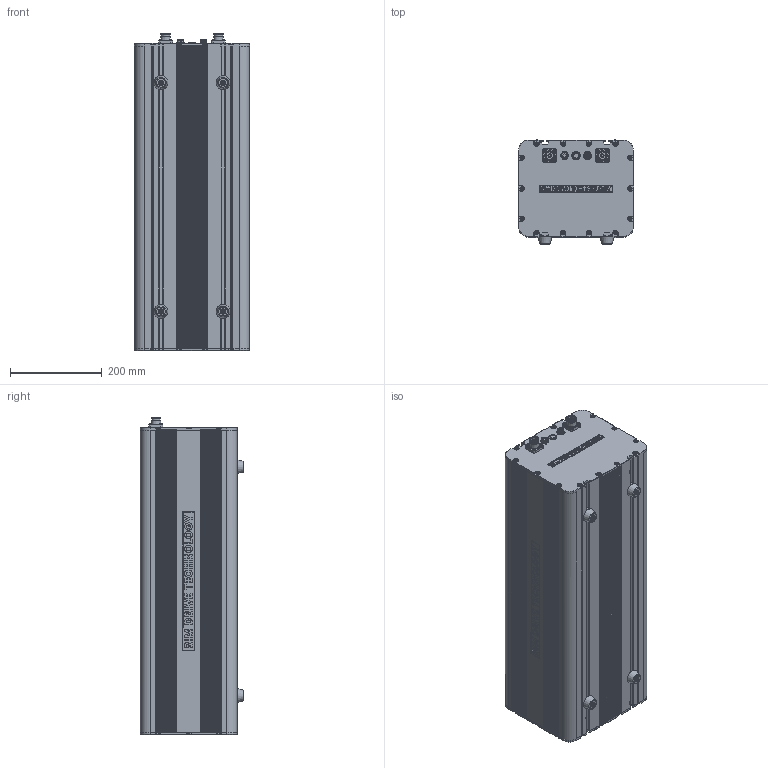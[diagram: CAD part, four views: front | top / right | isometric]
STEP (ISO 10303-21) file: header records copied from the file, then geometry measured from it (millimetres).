
FILE_DESCRIPTION (( 'STEP AP214' ), '1' );
FILE_NAME ('P-108-201-rev-A-48V 6800Wh.STEP', '2025-11-05T10:11:42', ( '' ), ( '' ), 'SwSTEP 2.0', 'SolidWorks 2024', '' );
FILE_SCHEMA (( 'AUTOMOTIVE_DESIGN' ));
Length unit declared in the file: millimetre
Products named in the file (1): P-108-201-rev-A-48V 6800Wh
Bounding box: 252.36 x 227.1 x 694.6 mm (x, y, z)
Volume: 34972250.4 mm3; surface area: 884261.3 mm2
Topology: 1 solids, 1 shells, 4104 faces, 10802 edges, 6909 vertices
Faces by surface type: plane 1829, cylinder 1340, cone 664, bspline 269, torus 2
Full cylindrical faces by diameter (mm): 1.1 x4, 2 x6, 7 x36, 7.3 x1, 7.5 x2, 9.5 x4, 10.6 x4, 11.3 x1, 11.47 x1, 11.8 x1, 13.57 x1, 14.5 x1, 16 x2, 17.8 x1, 18.6 x2, 21 x2
Entity records: 193057 total; most frequent: CARTESIAN_POINT 51097, ORIENTED_EDGE 20996, DIRECTION 18741, EDGE_CURVE 10498, VERTEX_POINT 6805, AXIS2_PLACEMENT_3D 6513, LINE 5715, VECTOR 5715
